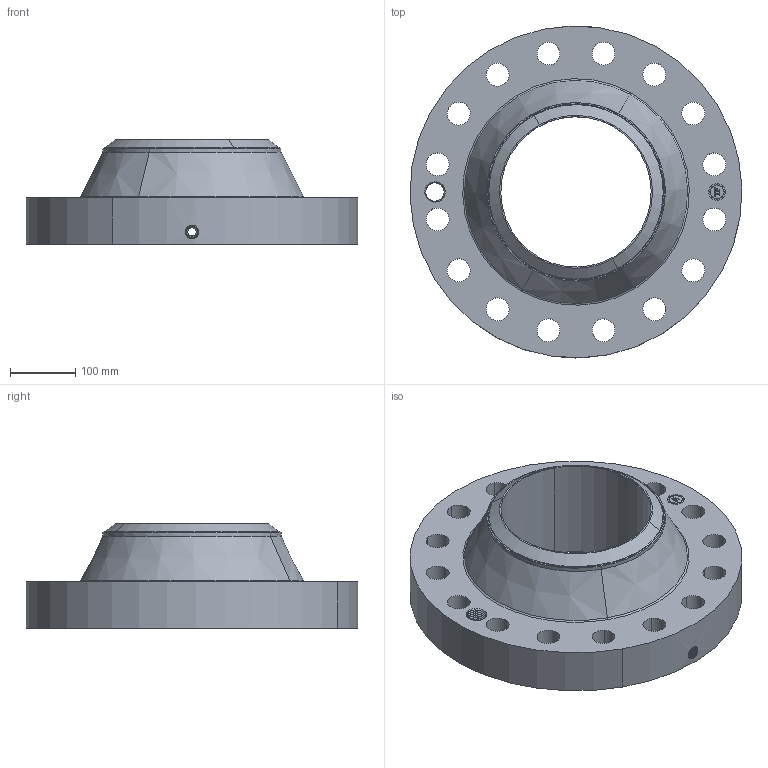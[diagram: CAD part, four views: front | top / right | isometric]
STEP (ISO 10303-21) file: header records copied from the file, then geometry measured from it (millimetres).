
FILE_DESCRIPTION(('3D STEP'),'2;1');
FILE_NAME('10-600-RTJ-WELD-NECK-120-ORIF-FLANGE.stp','2013-10-27T06:12:01+00:00',('Texas Flange'),(''),'CATIA Version 5 Release 20 SP 6 (IN-10)','CATIA V5 STEP AP214','800-826-3801');
FILE_SCHEMA(('AUTOMOTIVE_DESIGN { 1 0 10303 214 1 1 1 1 }'));
Length unit declared in the file: inch
Products named in the file (1): 10-600-RTJ-WELD-NECK-120-ORIF-FLANGE
Bounding box: 507.86 x 508 x 160.32 mm (x, y, z)
Volume: 12759486.6 mm3; surface area: 728445.3 mm2
Topology: 1 solids, 1 shells, 826 faces, 2238 edges, 1434 vertices
Faces by surface type: plane 370, bspline 271, cylinder 117, cone 56, torus 8, revolution 4
Entity records: 34678 total; most frequent: CARTESIAN_POINT 14401, ORIENTED_EDGE 4476, EDGE_CURVE 2238, DIRECTION 2175, VERTEX_POINT 1434, VECTOR 1212, LINE 1212, EDGE_LOOP 886
